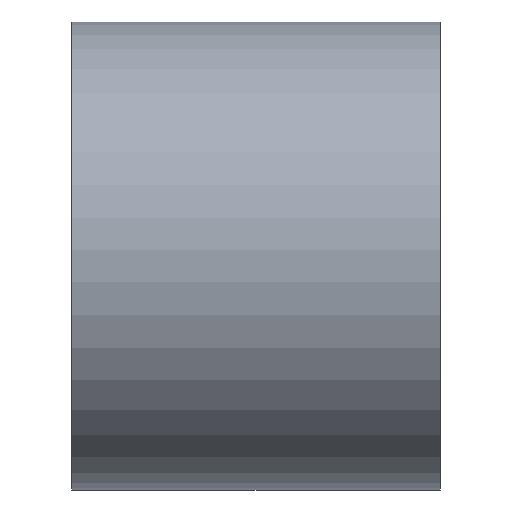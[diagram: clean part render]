
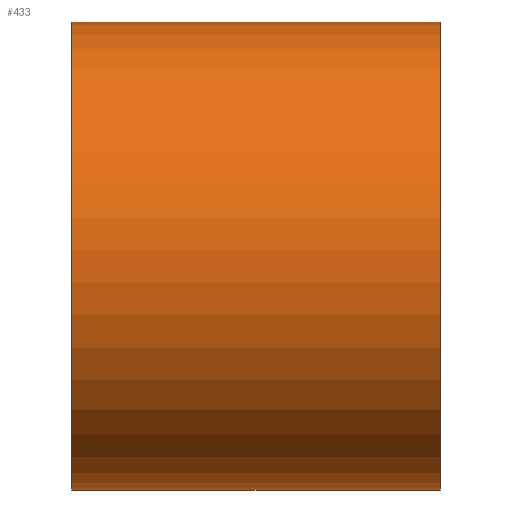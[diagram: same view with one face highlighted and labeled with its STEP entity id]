
A CAD part, front view. The second image highlights one B-rep face of the part: STEP entity #433.
In plain terms, the highlighted free-form (B-spline) face has degree [2, 1] with [5, 2] control points.
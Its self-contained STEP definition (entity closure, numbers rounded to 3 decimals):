
#362 = VERTEX_POINT('',#363);
#363 = CARTESIAN_POINT('',(-91.406,0.,-137.168));
#364 = VERTEX_POINT('',#365);
#365 = CARTESIAN_POINT('',(-91.406,0.,
    137.168));
#373 = EDGE_CURVE('',#364,#374,#376,.T.);
#374 = VERTEX_POINT('',#375);
#375 = CARTESIAN_POINT('',(124.699,0.,
    137.168));
#376 = B_SPLINE_CURVE_WITH_KNOTS('',1,(#377,#378),.UNSPECIFIED.,.F.,.F.,
  (2,2),(-330.039,-156.738),.PIECEWISE_BEZIER_KNOTS.);
#377 = CARTESIAN_POINT('',(-91.406,0.,
    137.168));
#378 = CARTESIAN_POINT('',(124.699,0.,
    137.168));
#381 = VERTEX_POINT('',#382);
#382 = CARTESIAN_POINT('',(124.699,0.,-137.168));
#390 = EDGE_CURVE('',#362,#381,#391,.T.);
#391 = B_SPLINE_CURVE_WITH_KNOTS('',1,(#392,#393),.UNSPECIFIED.,.F.,.F.,
  (2,2),(-330.039,-156.738),.PIECEWISE_BEZIER_KNOTS.);
#392 = CARTESIAN_POINT('',(-91.406,0.,-137.168));
#393 = CARTESIAN_POINT('',(124.699,0.,-137.168));
#410 = EDGE_CURVE('',#374,#381,#411,.T.);
#411 = ( BOUNDED_CURVE() B_SPLINE_CURVE(2,(#412,#413,#414,#415,#416),
.UNSPECIFIED.,.F.,.F.) B_SPLINE_CURVE_WITH_KNOTS((3,2,3),(3.142,
4.712,6.283),.PIECEWISE_BEZIER_KNOTS.) CURVE() 
GEOMETRIC_REPRESENTATION_ITEM() RATIONAL_B_SPLINE_CURVE((1.,
0.707,1.,0.707,1.)) REPRESENTATION_ITEM('') );
#412 = CARTESIAN_POINT('',(124.699,0.,
    137.168));
#413 = CARTESIAN_POINT('',(124.699,-137.168,
    137.168));
#414 = CARTESIAN_POINT('',(124.699,-137.168,
    0.));
#415 = CARTESIAN_POINT('',(124.699,-137.168,
    -137.168));
#416 = CARTESIAN_POINT('',(124.699,0.,
    -137.168));
#433 = ADVANCED_FACE('',(#434),#447,.T.);
#434 = FACE_BOUND('',#435,.T.);
#435 = EDGE_LOOP('',(#436,#437,#445,#446));
#436 = ORIENTED_EDGE('',*,*,#373,.F.);
#437 = ORIENTED_EDGE('',*,*,#438,.T.);
#438 = EDGE_CURVE('',#364,#362,#439,.T.);
#439 = ( BOUNDED_CURVE() B_SPLINE_CURVE(2,(#440,#441,#442,#443,#444),
.UNSPECIFIED.,.F.,.F.) B_SPLINE_CURVE_WITH_KNOTS((3,2,3),(3.142,
4.712,6.283),.PIECEWISE_BEZIER_KNOTS.) CURVE() 
GEOMETRIC_REPRESENTATION_ITEM() RATIONAL_B_SPLINE_CURVE((1.,
0.707,1.,0.707,1.)) REPRESENTATION_ITEM('') );
#440 = CARTESIAN_POINT('',(-91.406,0.,
    137.168));
#441 = CARTESIAN_POINT('',(-91.406,-137.168,
    137.168));
#442 = CARTESIAN_POINT('',(-91.406,-137.168,
    0.));
#443 = CARTESIAN_POINT('',(-91.406,-137.168,
    -137.168));
#444 = CARTESIAN_POINT('',(-91.406,0.,
    -137.168));
#445 = ORIENTED_EDGE('',*,*,#390,.T.);
#446 = ORIENTED_EDGE('',*,*,#410,.F.);
#447 = ( BOUNDED_SURFACE() B_SPLINE_SURFACE(2,1,(
    (#448,#449)
    ,(#450,#451)
    ,(#452,#453)
    ,(#454,#455)
,(#456,#457
    )),.UNSPECIFIED.,.F.,.F.,.F.) B_SPLINE_SURFACE_WITH_KNOTS((3,2,3),(2
    ,2),(3.142,4.712,6.283),(-330.039,
    -156.738),.PIECEWISE_BEZIER_KNOTS.) 
GEOMETRIC_REPRESENTATION_ITEM() RATIONAL_B_SPLINE_SURFACE((
    (1.,1.)
    ,(0.707,0.707)
    ,(1.,1.)
    ,(0.707,0.707)
,(1.,1.))) REPRESENTATION_ITEM('') SURFACE() );
#448 = CARTESIAN_POINT('',(-91.406,0.,
    137.168));
#449 = CARTESIAN_POINT('',(124.699,0.,
    137.168));
#450 = CARTESIAN_POINT('',(-91.406,-137.168,
    137.168));
#451 = CARTESIAN_POINT('',(124.699,-137.168,
    137.168));
#452 = CARTESIAN_POINT('',(-91.406,-137.168,
    0.));
#453 = CARTESIAN_POINT('',(124.699,-137.168,
    0.));
#454 = CARTESIAN_POINT('',(-91.406,-137.168,
    -137.168));
#455 = CARTESIAN_POINT('',(124.699,-137.168,
    -137.168));
#456 = CARTESIAN_POINT('',(-91.406,0.,
    -137.168));
#457 = CARTESIAN_POINT('',(124.699,0.,
    -137.168));
